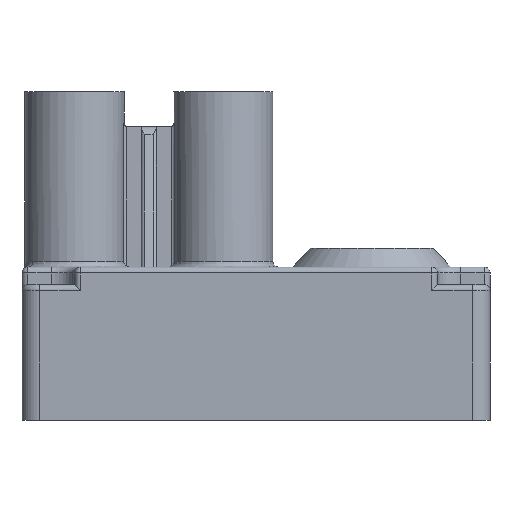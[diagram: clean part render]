
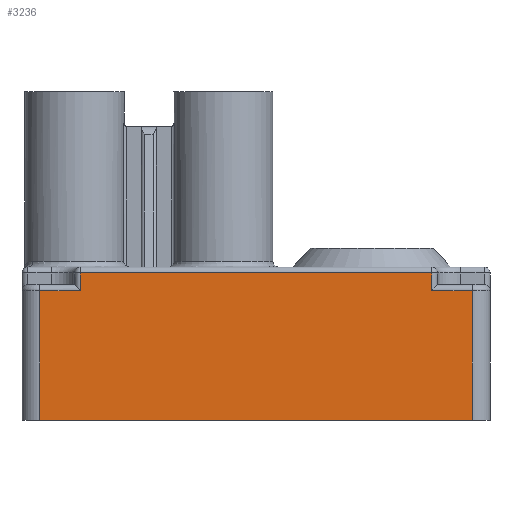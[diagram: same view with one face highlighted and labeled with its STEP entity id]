
A CAD part, front view. The second image highlights one B-rep face of the part: STEP entity #3236.
In plain terms, the highlighted planar face has unit normal (0, -1, 0).
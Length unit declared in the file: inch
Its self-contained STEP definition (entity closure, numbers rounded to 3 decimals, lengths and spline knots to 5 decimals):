
#409=FACE_OUTER_BOUND('',#598,.T.);
#598=EDGE_LOOP('',(#2295,#2296,#2297,#2298,#2299,#2300,#2301,#2302));
#793=LINE('',#4892,#1057);
#844=LINE('',#5602,#1108);
#851=LINE('',#5619,#1115);
#852=LINE('',#5624,#1116);
#853=LINE('',#5626,#1117);
#854=LINE('',#5627,#1118);
#855=LINE('',#5629,#1119);
#856=LINE('',#5630,#1120);
#1057=VECTOR('',#3852,1.45669);
#1108=VECTOR('',#3981,0.43701);
#1115=VECTOR('',#3998,0.43701);
#1116=VECTOR('',#4003,1.1811);
#1117=VECTOR('',#4004,0.05906);
#1118=VECTOR('',#4005,0.1378);
#1119=VECTOR('',#4006,0.1378);
#1120=VECTOR('',#4007,0.05906);
#1325=VERTEX_POINT('',#4888);
#1327=VERTEX_POINT('',#4891);
#1398=VERTEX_POINT('',#5600);
#1403=VERTEX_POINT('',#5618);
#1404=VERTEX_POINT('',#5622);
#1405=VERTEX_POINT('',#5623);
#1406=VERTEX_POINT('',#5625);
#1407=VERTEX_POINT('',#5628);
#1659=EDGE_CURVE('',#1327,#1325,#793,.T.);
#1745=EDGE_CURVE('',#1398,#1325,#844,.T.);
#1753=EDGE_CURVE('',#1403,#1327,#851,.T.);
#1755=EDGE_CURVE('',#1404,#1405,#852,.T.);
#1756=EDGE_CURVE('',#1405,#1406,#853,.T.);
#1757=EDGE_CURVE('',#1406,#1403,#854,.T.);
#1758=EDGE_CURVE('',#1398,#1407,#855,.T.);
#1759=EDGE_CURVE('',#1407,#1404,#856,.T.);
#2295=ORIENTED_EDGE('',*,*,#1755,.T.);
#2296=ORIENTED_EDGE('',*,*,#1756,.T.);
#2297=ORIENTED_EDGE('',*,*,#1757,.T.);
#2298=ORIENTED_EDGE('',*,*,#1753,.T.);
#2299=ORIENTED_EDGE('',*,*,#1659,.T.);
#2300=ORIENTED_EDGE('',*,*,#1745,.F.);
#2301=ORIENTED_EDGE('',*,*,#1758,.T.);
#2302=ORIENTED_EDGE('',*,*,#1759,.T.);
#3146=PLANE('',#3479);
#3236=ADVANCED_FACE('',(#409),#3146,.T.);
#3479=AXIS2_PLACEMENT_3D('',#5621,#4001,#4002);
#3852=DIRECTION('',(1.,0.,0.));
#3981=DIRECTION('',(0.,0.,-1.));
#3998=DIRECTION('',(0.,0.,-1.));
#4001=DIRECTION('center_axis',(0.,-1.,0.));
#4002=DIRECTION('ref_axis',(0.,0.,-1.));
#4003=DIRECTION('',(-1.,0.,0.));
#4004=DIRECTION('',(0.,0.,-1.));
#4005=DIRECTION('',(-1.,0.,0.));
#4006=DIRECTION('',(-1.,0.,0.));
#4007=DIRECTION('',(0.,0.,1.));
#4888=CARTESIAN_POINT('',(0.72835,-0.3937,0.));
#4891=CARTESIAN_POINT('',(-0.72835,-0.3937,0.));
#4892=CARTESIAN_POINT('',(-0.72835,-0.3937,0.));
#5600=CARTESIAN_POINT('',(0.72835,-0.3937,0.43701));
#5602=CARTESIAN_POINT('',(0.72835,-0.3937,0.43701));
#5618=CARTESIAN_POINT('',(-0.72835,-0.3937,0.43701));
#5619=CARTESIAN_POINT('',(-0.72835,-0.3937,0.43701));
#5621=CARTESIAN_POINT('Origin',(-0.7874,-0.3937,0.));
#5622=CARTESIAN_POINT('',(0.59055,-0.3937,0.49606));
#5623=CARTESIAN_POINT('',(-0.59055,-0.3937,0.49606));
#5624=CARTESIAN_POINT('',(0.59055,-0.3937,0.49606));
#5625=CARTESIAN_POINT('',(-0.59055,-0.3937,0.43701));
#5626=CARTESIAN_POINT('',(-0.59055,-0.3937,0.49606));
#5627=CARTESIAN_POINT('',(-0.59055,-0.3937,0.43701));
#5628=CARTESIAN_POINT('',(0.59055,-0.3937,0.43701));
#5629=CARTESIAN_POINT('',(0.72835,-0.3937,0.43701));
#5630=CARTESIAN_POINT('',(0.59055,-0.3937,0.43701));
